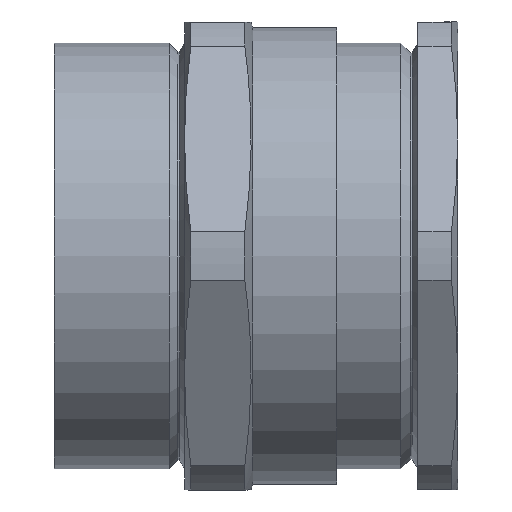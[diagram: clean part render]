
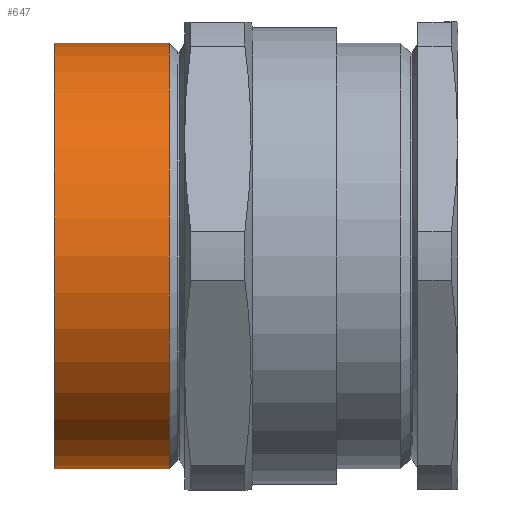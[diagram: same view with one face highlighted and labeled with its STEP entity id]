
A CAD part, front view. The second image highlights one B-rep face of the part: STEP entity #647.
In plain terms, the highlighted cylindrical face has radius 25 mm (diameter 50 mm), a partial arc.
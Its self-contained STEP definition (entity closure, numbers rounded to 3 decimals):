
#155 = CARTESIAN_POINT ( 'NONE',  ( 33.2, 0., -25. ) ) ;
#276 = DIRECTION ( 'NONE',  ( 0., 0., -1. ) ) ;
#410 = ORIENTED_EDGE ( 'NONE', *, *, #1937, .F. ) ;
#429 = DIRECTION ( 'NONE',  ( 0., 0., -1. ) ) ;
#471 = EDGE_LOOP ( 'NONE', ( #410, #1245, #1866, #774 ) ) ;
#546 = DIRECTION ( 'NONE',  ( 0., 0., -1. ) ) ;
#617 = CARTESIAN_POINT ( 'NONE',  ( 33.2, 0., 25. ) ) ;
#647 = ADVANCED_FACE ( 'NONE', ( #1584 ), #1776, .T. ) ;
#659 = CARTESIAN_POINT ( 'NONE',  ( 0., 0., -25. ) ) ;
#687 = AXIS2_PLACEMENT_3D ( 'NONE', #1233, #1391, #546 ) ;
#774 = ORIENTED_EDGE ( 'NONE', *, *, #1185, .F. ) ;
#941 = DIRECTION ( 'NONE',  ( 1., 0., 0. ) ) ;
#943 = DIRECTION ( 'NONE',  ( 1., 0., 0. ) ) ;
#1042 = VERTEX_POINT ( 'NONE', #1428 ) ;
#1095 = CARTESIAN_POINT ( 'NONE',  ( 13.5, 0., 0. ) ) ;
#1158 = VECTOR ( 'NONE', #943, 1000. ) ;
#1185 = EDGE_CURVE ( 'NONE', #1042, #1958, #1712, .T. ) ;
#1233 = CARTESIAN_POINT ( 'NONE',  ( 0., 0., 0. ) ) ;
#1245 = ORIENTED_EDGE ( 'NONE', *, *, #1759, .T. ) ;
#1391 = DIRECTION ( 'NONE',  ( 1., 0., 0. ) ) ;
#1428 = CARTESIAN_POINT ( 'NONE',  ( 13.5, 0., 25. ) ) ;
#1439 = LINE ( 'NONE', #617, #1158 ) ;
#1462 = AXIS2_PLACEMENT_3D ( 'NONE', #1998, #1970, #429 ) ;
#1491 = VECTOR ( 'NONE', #1716, 1000. ) ;
#1584 = FACE_OUTER_BOUND ( 'NONE', #471, .T. ) ;
#1613 = AXIS2_PLACEMENT_3D ( 'NONE', #1095, #941, #276 ) ;
#1712 = CIRCLE ( 'NONE', #1613, 25. ) ;
#1716 = DIRECTION ( 'NONE',  ( 1., 0., 0. ) ) ;
#1759 = EDGE_CURVE ( 'NONE', #2075, #1836, #2031, .T. ) ;
#1776 = CYLINDRICAL_SURFACE ( 'NONE', #1462, 25. ) ;
#1836 = VERTEX_POINT ( 'NONE', #659 ) ;
#1866 = ORIENTED_EDGE ( 'NONE', *, *, #2114, .T. ) ;
#1937 = EDGE_CURVE ( 'NONE', #2075, #1042, #1439, .T. ) ;
#1958 = VERTEX_POINT ( 'NONE', #1985 ) ;
#1970 = DIRECTION ( 'NONE',  ( 1., 0., 0. ) ) ;
#1985 = CARTESIAN_POINT ( 'NONE',  ( 13.5, 0., -25. ) ) ;
#1998 = CARTESIAN_POINT ( 'NONE',  ( 33.2, 0., 0. ) ) ;
#2006 = LINE ( 'NONE', #155, #1491 ) ;
#2031 = CIRCLE ( 'NONE', #687, 25. ) ;
#2074 = CARTESIAN_POINT ( 'NONE',  ( 0., 0., 25. ) ) ;
#2075 = VERTEX_POINT ( 'NONE', #2074 ) ;
#2114 = EDGE_CURVE ( 'NONE', #1836, #1958, #2006, .T. ) ;
